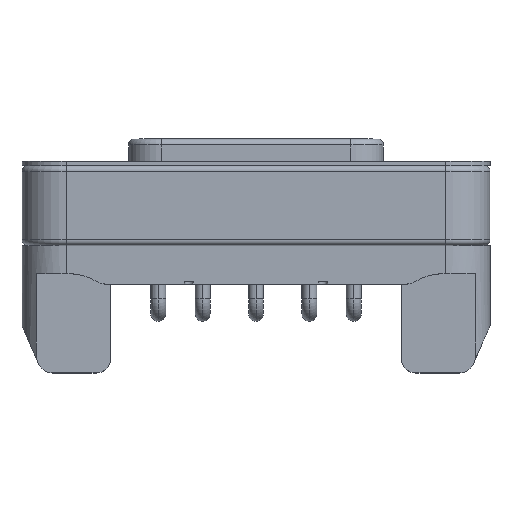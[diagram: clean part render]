
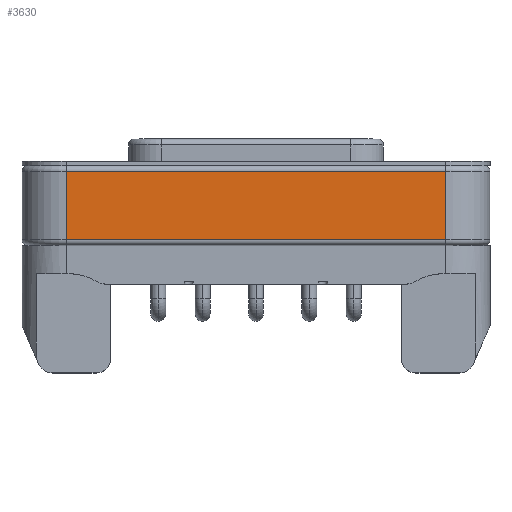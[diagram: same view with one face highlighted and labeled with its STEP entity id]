
A CAD part, top view. The second image highlights one B-rep face of the part: STEP entity #3630.
In plain terms, the highlighted planar face has unit normal (0, 0, 1).
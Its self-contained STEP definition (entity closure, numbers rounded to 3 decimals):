
#87 = VERTEX_POINT ( 'NONE', #6980 ) ;
#604 = VERTEX_POINT ( 'NONE', #890 ) ;
#735 = CARTESIAN_POINT ( 'NONE',  ( 6.4, -0.9, 2.1 ) ) ;
#808 = CARTESIAN_POINT ( 'NONE',  ( -6.4, 1.4, 2.1 ) ) ;
#890 = CARTESIAN_POINT ( 'NONE',  ( -6.4, -0.9, 2.1 ) ) ;
#1476 = DIRECTION ( 'NONE',  ( -1., 0., 0. ) ) ;
#1718 = DIRECTION ( 'NONE',  ( 0., -1., 0. ) ) ;
#1815 = VERTEX_POINT ( 'NONE', #2210 ) ;
#1989 = EDGE_LOOP ( 'NONE', ( #4600, #6881, #3347, #6706 ) ) ;
#2070 = LINE ( 'NONE', #4279, #5641 ) ;
#2210 = CARTESIAN_POINT ( 'NONE',  ( 6.4, 1.4, 2.1 ) ) ;
#2677 = VECTOR ( 'NONE', #1476, 1000. ) ;
#2784 = DIRECTION ( 'NONE',  ( 0., 1., 0. ) ) ;
#2996 = FACE_OUTER_BOUND ( 'NONE', #1989, .T. ) ;
#3266 = DIRECTION ( 'NONE',  ( 1., 0., 0. ) ) ;
#3347 = ORIENTED_EDGE ( 'NONE', *, *, #5891, .T. ) ;
#3592 = DIRECTION ( 'NONE',  ( 0., 0., 1. ) ) ;
#3630 = ADVANCED_FACE ( 'NONE', ( #2996 ), #5918, .T. ) ;
#3747 = VECTOR ( 'NONE', #1718, 1000. ) ;
#4171 = LINE ( 'NONE', #6427, #2677 ) ;
#4279 = CARTESIAN_POINT ( 'NONE',  ( -6.4, -0.9, 2.1 ) ) ;
#4444 = VECTOR ( 'NONE', #2784, 1000. ) ;
#4450 = LINE ( 'NONE', #6708, #3747 ) ;
#4600 = ORIENTED_EDGE ( 'NONE', *, *, #5906, .T. ) ;
#5271 = AXIS2_PLACEMENT_3D ( 'NONE', #6736, #3592, #3266 ) ;
#5514 = EDGE_CURVE ( 'NONE', #604, #87, #2070, .T. ) ;
#5609 = LINE ( 'NONE', #735, #4444 ) ;
#5641 = VECTOR ( 'NONE', #6546, 1000. ) ;
#5794 = EDGE_CURVE ( 'NONE', #1815, #6430, #4171, .T. ) ;
#5891 = EDGE_CURVE ( 'NONE', #6430, #604, #4450, .T. ) ;
#5906 = EDGE_CURVE ( 'NONE', #87, #1815, #5609, .T. ) ;
#5918 = PLANE ( 'NONE',  #5271 ) ;
#6427 = CARTESIAN_POINT ( 'NONE',  ( 6.4, 1.4, 2.1 ) ) ;
#6430 = VERTEX_POINT ( 'NONE', #808 ) ;
#6546 = DIRECTION ( 'NONE',  ( 1., 0., 0. ) ) ;
#6706 = ORIENTED_EDGE ( 'NONE', *, *, #5514, .T. ) ;
#6708 = CARTESIAN_POINT ( 'NONE',  ( -6.4, 1.4, 2.1 ) ) ;
#6736 = CARTESIAN_POINT ( 'NONE',  ( 0., 0.25, 2.1 ) ) ;
#6881 = ORIENTED_EDGE ( 'NONE', *, *, #5794, .T. ) ;
#6980 = CARTESIAN_POINT ( 'NONE',  ( 6.4, -0.9, 2.1 ) ) ;
